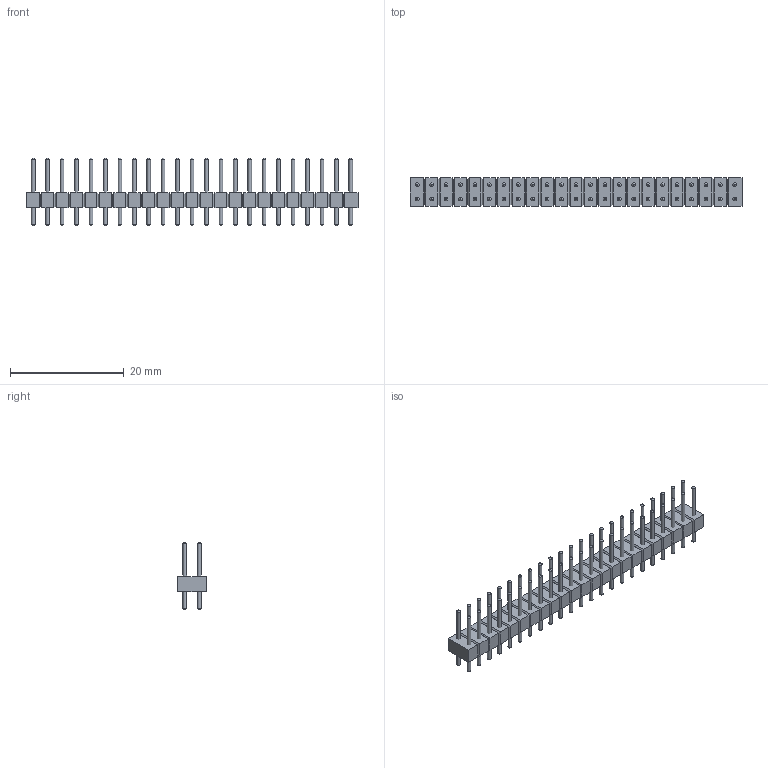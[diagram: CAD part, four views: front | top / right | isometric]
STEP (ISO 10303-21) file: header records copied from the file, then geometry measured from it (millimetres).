
FILE_DESCRIPTION(('FreeCAD Model'),'2;1');
FILE_NAME('764523.2.1.stp','2020-04-09T10:28:39',( 'Author'),(''),'Open CASCADE STEP processor 6.9','FreeCAD','Unknown' );
FILE_SCHEMA(('AUTOMOTIVE_DESIGN { 1 0 10303 214 1 1 1 1 }'));
Length unit declared in the file: millimetre
Products named in the file (3): ASSEMBLY; Body; LeadsArray
Assembly tree (2 placements, depth 2):
  ASSEMBLY
    Body
    LeadsArray
Bounding box: 58.42 x 5 x 11.94 mm (x, y, z)
Volume: 927.1 mm3; surface area: 2067.4 mm2
Topology: 47 solids, 47 shells, 500 faces, 862 edges, 456 vertices
Faces by surface type: plane 362, cone 92, cylinder 46
Full cylindrical faces by diameter (mm): 0.64 x46
Entity records: 22373 total; most frequent: CARTESIAN_POINT 4081, DIRECTION 3240, LINE 1774, VECTOR 1774, ORIENTED_EDGE 1724, PCURVE 1724, DEFINITIONAL_REPRESENTATION 1724, EDGE_CURVE 862
